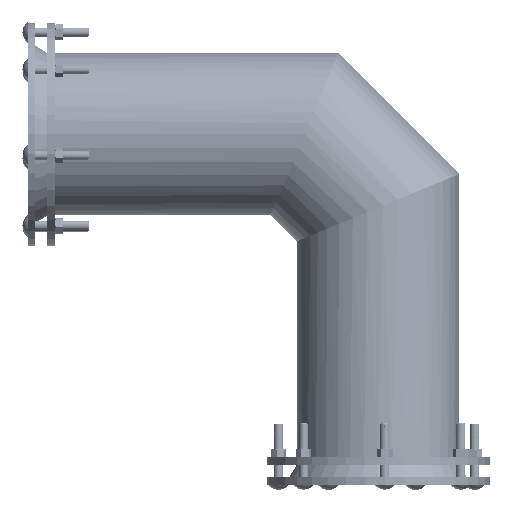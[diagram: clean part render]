
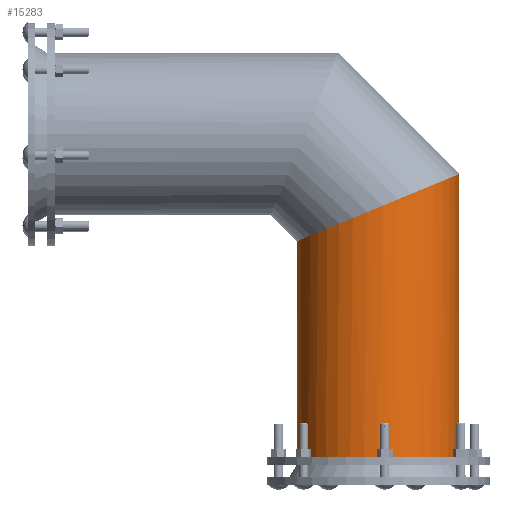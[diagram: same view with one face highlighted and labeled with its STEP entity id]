
A CAD part, top view. The second image highlights one B-rep face of the part: STEP entity #15283.
In plain terms, the highlighted cylindrical face has radius 84.201 mm (diameter 168.402 mm), a partial arc.
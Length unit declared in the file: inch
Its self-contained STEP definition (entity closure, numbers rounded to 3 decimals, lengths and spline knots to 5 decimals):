
#120 = VECTOR ( 'NONE', #7408, 39.37008 ) ;
#125 = ORIENTED_EDGE ( 'NONE', *, *, #2617, .T. ) ;
#1087 = AXIS2_PLACEMENT_3D ( 'NONE', #5480, #7931, #3109 ) ;
#1091 = CARTESIAN_POINT ( 'NONE',  ( 16.815, -13.5, 0. ) ) ;
#1482 = CARTESIAN_POINT ( 'NONE',  ( 10.185, 0.0248, 0. ) ) ;
#1946 = DIRECTION ( 'NONE',  ( 0., 1., 0. ) ) ;
#2027 =( BOUNDED_CURVE ( )  B_SPLINE_CURVE ( 3, ( #5393, #10218, #3029, #15043 ),
 .UNSPECIFIED., .F., .T. ) 
 B_SPLINE_CURVE_WITH_KNOTS ( ( 4, 4 ),
 ( 0., 3.14159 ),
 .UNSPECIFIED. ) 
 CURVE ( )  GEOMETRIC_REPRESENTATION_ITEM ( )  RATIONAL_B_SPLINE_CURVE ( ( 1., 0.333, 0.333, 1. ) ) 
 REPRESENTATION_ITEM ( '' )  );
#2085 = EDGE_CURVE ( 'NONE', #11920, #5397, #2599, .T. ) ;
#2470 = LINE ( 'NONE', #15593, #5703 ) ;
#2599 = LINE ( 'NONE', #1482, #120 ) ;
#2617 = EDGE_CURVE ( 'NONE', #5847, #11920, #2027, .T. ) ;
#3029 = CARTESIAN_POINT ( 'NONE',  ( 10.185, -4.37312, 6.63 ) ) ;
#3109 = DIRECTION ( 'NONE',  ( 1., 0., 0. ) ) ;
#3192 = FACE_OUTER_BOUND ( 'NONE', #5869, .T. ) ;
#3299 = AXIS2_PLACEMENT_3D ( 'NONE', #9314, #1946, #13962 ) ;
#3904 = EDGE_CURVE ( 'NONE', #5847, #12802, #2470, .T. ) ;
#5393 = CARTESIAN_POINT ( 'NONE',  ( 16.815, -1.62688, 0. ) ) ;
#5397 = VERTEX_POINT ( 'NONE', #5464 ) ;
#5464 = CARTESIAN_POINT ( 'NONE',  ( 10.185, -13.5, 0. ) ) ;
#5480 = CARTESIAN_POINT ( 'NONE',  ( 13.5, 0.0248, 0. ) ) ;
#5703 = VECTOR ( 'NONE', #12185, 39.37008 ) ;
#5847 = VERTEX_POINT ( 'NONE', #11542 ) ;
#5869 = EDGE_LOOP ( 'NONE', ( #125, #8887, #12007, #7945 ) ) ;
#7408 = DIRECTION ( 'NONE',  ( 0., -1., 0. ) ) ;
#7931 = DIRECTION ( 'NONE',  ( 0., -1., 0. ) ) ;
#7945 = ORIENTED_EDGE ( 'NONE', *, *, #3904, .F. ) ;
#8887 = ORIENTED_EDGE ( 'NONE', *, *, #2085, .T. ) ;
#9314 = CARTESIAN_POINT ( 'NONE',  ( 13.5, -13.5, 0. ) ) ;
#10107 = CIRCLE ( 'NONE', #3299, 3.315 ) ;
#10218 = CARTESIAN_POINT ( 'NONE',  ( 16.815, -1.62688, 6.63 ) ) ;
#11504 = CARTESIAN_POINT ( 'NONE',  ( 10.185, -4.37312, 0. ) ) ;
#11542 = CARTESIAN_POINT ( 'NONE',  ( 16.815, -1.62688, 0. ) ) ;
#11920 = VERTEX_POINT ( 'NONE', #11504 ) ;
#12007 = ORIENTED_EDGE ( 'NONE', *, *, #13952, .T. ) ;
#12185 = DIRECTION ( 'NONE',  ( 0., -1., 0. ) ) ;
#12802 = VERTEX_POINT ( 'NONE', #1091 ) ;
#13952 = EDGE_CURVE ( 'NONE', #5397, #12802, #10107, .T. ) ;
#13962 = DIRECTION ( 'NONE',  ( 0., 0., 1. ) ) ;
#14166 = CYLINDRICAL_SURFACE ( 'NONE', #1087, 3.315 ) ;
#15043 = CARTESIAN_POINT ( 'NONE',  ( 10.185, -4.37312, 0. ) ) ;
#15283 = ADVANCED_FACE ( 'NONE', ( #3192 ), #14166, .T. ) ;
#15593 = CARTESIAN_POINT ( 'NONE',  ( 16.815, 0.0248, 0. ) ) ;
